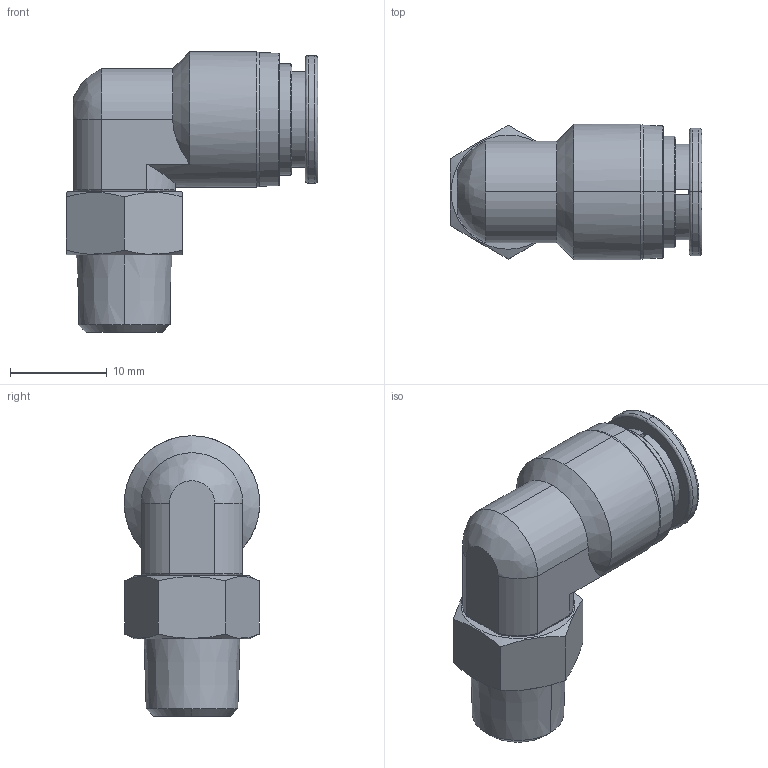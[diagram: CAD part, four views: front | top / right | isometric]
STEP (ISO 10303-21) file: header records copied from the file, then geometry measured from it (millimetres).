
FILE_DESCRIPTION (( 'STEP AP214' ), '1' );
FILE_NAME ('ME8M-18R-SS.step', '2018-03-13T19:22:16', ( '' ), ( '' ), 'SwSTEP 2.0', 'SolidWorks 2017', '' );
FILE_SCHEMA (( 'AUTOMOTIVE_DESIGN' ));
Length unit declared in the file: inch
Products named in the file (1): ME8M-18R-SS
Bounding box: 26 x 14 x 29 mm (x, y, z)
Volume: 3193.6 mm3; surface area: 3204.6 mm2
Topology: 2 solids, 2 shells, 118 faces, 286 edges, 179 vertices
Faces by surface type: cylinder 34, plane 31, bspline 30, cone 23
Entity records: 4203 total; most frequent: CARTESIAN_POINT 1580, ORIENTED_EDGE 568, DIRECTION 485, EDGE_CURVE 284, AXIS2_PLACEMENT_3D 197, VERTEX_POINT 179, EDGE_LOOP 135, ADVANCED_FACE 118
